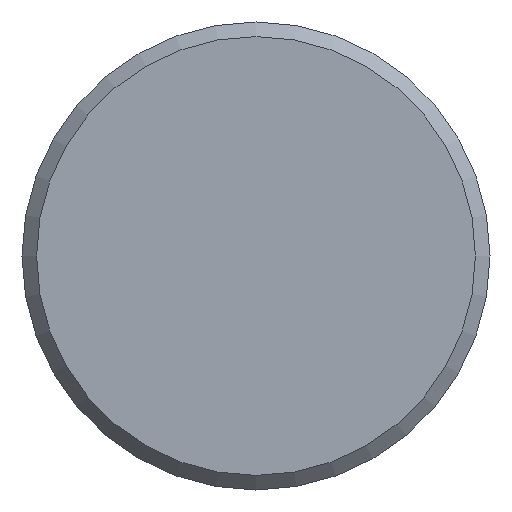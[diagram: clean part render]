
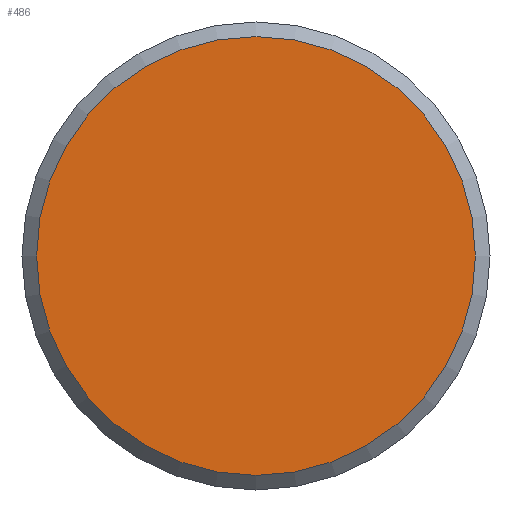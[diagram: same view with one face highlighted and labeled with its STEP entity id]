
A CAD part, front view. The second image highlights one B-rep face of the part: STEP entity #486.
In plain terms, the highlighted planar face has unit normal (0, -1, 0).
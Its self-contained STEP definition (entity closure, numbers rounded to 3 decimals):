
#89=FACE_OUTER_BOUND('',#121,.T.);
#121=EDGE_LOOP('',(#315));
#163=CIRCLE('',#540,15.);
#205=VERTEX_POINT('',#783);
#251=EDGE_CURVE('',#205,#205,#163,.T.);
#315=ORIENTED_EDGE('',*,*,#251,.F.);
#442=PLANE('',#539);
#486=ADVANCED_FACE('',(#89),#442,.T.);
#539=AXIS2_PLACEMENT_3D('',#782,#616,#617);
#540=AXIS2_PLACEMENT_3D('',#784,#618,#619);
#616=DIRECTION('center_axis',(0.,-1.,0.));
#617=DIRECTION('ref_axis',(0.,0.,-1.));
#618=DIRECTION('center_axis',(0.,1.,0.));
#619=DIRECTION('ref_axis',(-1.,0.,0.));
#782=CARTESIAN_POINT('Origin',(8.,0.,0.));
#783=CARTESIAN_POINT('',(15.,0.,0.));
#784=CARTESIAN_POINT('Origin',(0.,0.,
0.));
